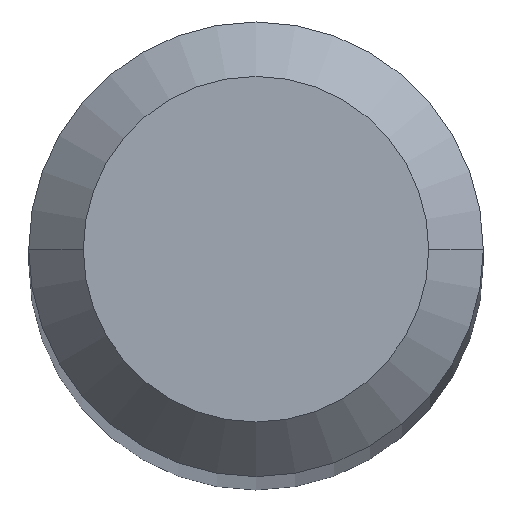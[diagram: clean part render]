
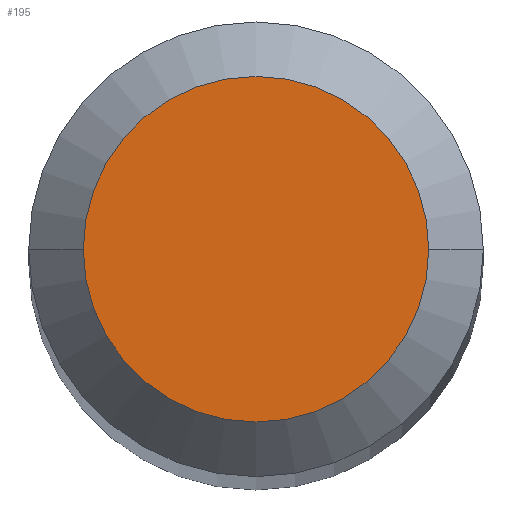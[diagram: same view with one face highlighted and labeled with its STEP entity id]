
A CAD part, top view. The second image highlights one B-rep face of the part: STEP entity #195.
In plain terms, the highlighted planar face has unit normal (0, 0, 1).
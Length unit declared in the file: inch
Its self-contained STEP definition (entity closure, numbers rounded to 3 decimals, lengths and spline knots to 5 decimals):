
#2 = AXIS2_PLACEMENT_3D ( 'NONE', #395, #88, #362 ) ;
#12 = CARTESIAN_POINT ( 'NONE',  ( 0., 0., 0. ) ) ;
#33 = EDGE_LOOP ( 'NONE', ( #91, #420 ) ) ;
#40 = CIRCLE ( 'NONE', #224, 0.0475 ) ;
#41 = PLANE ( 'NONE',  #2 ) ;
#51 = DIRECTION ( 'NONE',  ( 0., 0., 1. ) ) ;
#52 = VERTEX_POINT ( 'NONE', #371 ) ;
#88 = DIRECTION ( 'NONE',  ( 0., 0., -1. ) ) ;
#91 = ORIENTED_EDGE ( 'NONE', *, *, #208, .T. ) ;
#151 = DIRECTION ( 'NONE',  ( 1., 0., 0. ) ) ;
#184 = CARTESIAN_POINT ( 'NONE',  ( 0., 0., 0. ) ) ;
#195 = ADVANCED_FACE ( 'NONE', ( #294 ), #41, .F. ) ;
#208 = EDGE_CURVE ( 'NONE', #52, #401, #409, .T. ) ;
#214 = EDGE_CURVE ( 'NONE', #401, #52, #40, .T. ) ;
#224 = AXIS2_PLACEMENT_3D ( 'NONE', #184, #51, #151 ) ;
#267 = AXIS2_PLACEMENT_3D ( 'NONE', #12, #326, #392 ) ;
#294 = FACE_OUTER_BOUND ( 'NONE', #33, .T. ) ;
#326 = DIRECTION ( 'NONE',  ( 0., 0., 1. ) ) ;
#362 = DIRECTION ( 'NONE',  ( -1., 0., 0. ) ) ;
#371 = CARTESIAN_POINT ( 'NONE',  ( -0.0475, 0., 0. ) ) ;
#392 = DIRECTION ( 'NONE',  ( 1., 0., 0. ) ) ;
#395 = CARTESIAN_POINT ( 'NONE',  ( 0., 0.0475, 0. ) ) ;
#401 = VERTEX_POINT ( 'NONE', #417 ) ;
#409 = CIRCLE ( 'NONE', #267, 0.0475 ) ;
#417 = CARTESIAN_POINT ( 'NONE',  ( 0.0475, 0., 0. ) ) ;
#420 = ORIENTED_EDGE ( 'NONE', *, *, #214, .T. ) ;
